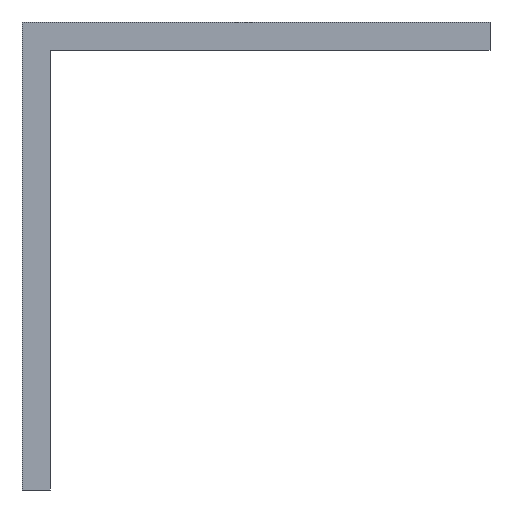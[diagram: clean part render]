
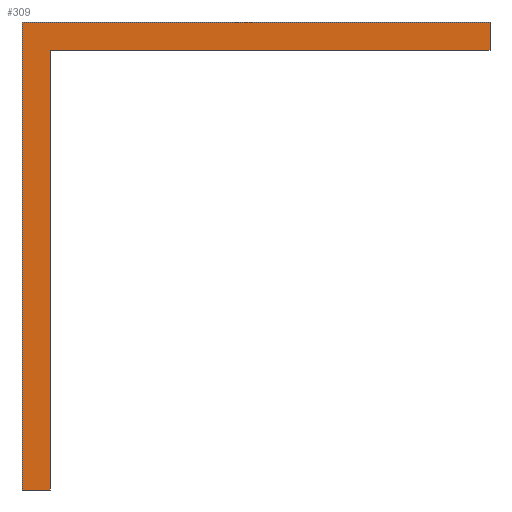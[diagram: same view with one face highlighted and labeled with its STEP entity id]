
A CAD part, front view. The second image highlights one B-rep face of the part: STEP entity #309.
In plain terms, the highlighted planar face has unit normal (0, -1, 0).
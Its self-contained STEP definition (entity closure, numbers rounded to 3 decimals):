
#18 = VERTEX_POINT ( 'NONE', #45 ) ;
#21 = DIRECTION ( 'NONE',  ( -1., 0., 0. ) ) ;
#23 = CARTESIAN_POINT ( 'NONE',  ( 0., 0., 0. ) ) ;
#38 = AXIS2_PLACEMENT_3D ( 'NONE', #23, #561, #21 ) ;
#45 = CARTESIAN_POINT ( 'NONE',  ( 1.5, 0., -1.5 ) ) ;
#51 = VECTOR ( 'NONE', #218, 1000. ) ;
#82 = VERTEX_POINT ( 'NONE', #444 ) ;
#107 = LINE ( 'NONE', #767, #403 ) ;
#122 = VERTEX_POINT ( 'NONE', #198 ) ;
#147 = ORIENTED_EDGE ( 'NONE', *, *, #184, .T. ) ;
#154 = CARTESIAN_POINT ( 'NONE',  ( 0., 0., 0. ) ) ;
#164 = CARTESIAN_POINT ( 'NONE',  ( 0., 0., -1.5 ) ) ;
#184 = EDGE_CURVE ( 'NONE', #18, #122, #436, .T. ) ;
#196 = VECTOR ( 'NONE', #401, 1000. ) ;
#198 = CARTESIAN_POINT ( 'NONE',  ( 25., 0., -1.5 ) ) ;
#201 = CARTESIAN_POINT ( 'NONE',  ( 0., 0., 0. ) ) ;
#207 = EDGE_CURVE ( 'NONE', #500, #18, #390, .T. ) ;
#215 = DIRECTION ( 'NONE',  ( 0., 0., 1. ) ) ;
#218 = DIRECTION ( 'NONE',  ( 0., 0., 1. ) ) ;
#230 = CARTESIAN_POINT ( 'NONE',  ( 1.5, 0., 0. ) ) ;
#294 = LINE ( 'NONE', #201, #740 ) ;
#297 = EDGE_LOOP ( 'NONE', ( #487, #684, #409, #400, #147, #662 ) ) ;
#308 = FACE_OUTER_BOUND ( 'NONE', #297, .T. ) ;
#309 = ADVANCED_FACE ( 'NONE', ( #308 ), #764, .T. ) ;
#330 = VECTOR ( 'NONE', #755, 1000. ) ;
#342 = VERTEX_POINT ( 'NONE', #737 ) ;
#390 = LINE ( 'NONE', #230, #51 ) ;
#400 = ORIENTED_EDGE ( 'NONE', *, *, #207, .T. ) ;
#401 = DIRECTION ( 'NONE',  ( 1., 0., 0. ) ) ;
#403 = VECTOR ( 'NONE', #215, 1000. ) ;
#409 = ORIENTED_EDGE ( 'NONE', *, *, #611, .T. ) ;
#435 = DIRECTION ( 'NONE',  ( 1., 0., 0. ) ) ;
#436 = LINE ( 'NONE', #164, #196 ) ;
#444 = CARTESIAN_POINT ( 'NONE',  ( 0., 0., -25. ) ) ;
#451 = VECTOR ( 'NONE', #435, 1000. ) ;
#487 = ORIENTED_EDGE ( 'NONE', *, *, #783, .F. ) ;
#492 = LINE ( 'NONE', #506, #451 ) ;
#500 = VERTEX_POINT ( 'NONE', #598 ) ;
#506 = CARTESIAN_POINT ( 'NONE',  ( 0., 0., -25. ) ) ;
#561 = DIRECTION ( 'NONE',  ( 0., -1., 0. ) ) ;
#564 = DIRECTION ( 'NONE',  ( 0., 0., 1. ) ) ;
#598 = CARTESIAN_POINT ( 'NONE',  ( 1.5, 0., -25. ) ) ;
#611 = EDGE_CURVE ( 'NONE', #82, #500, #492, .T. ) ;
#662 = ORIENTED_EDGE ( 'NONE', *, *, #731, .T. ) ;
#666 = EDGE_CURVE ( 'NONE', #82, #725, #294, .T. ) ;
#684 = ORIENTED_EDGE ( 'NONE', *, *, #666, .F. ) ;
#725 = VERTEX_POINT ( 'NONE', #752 ) ;
#731 = EDGE_CURVE ( 'NONE', #122, #342, #107, .T. ) ;
#737 = CARTESIAN_POINT ( 'NONE',  ( 25., 0., 0. ) ) ;
#739 = LINE ( 'NONE', #154, #330 ) ;
#740 = VECTOR ( 'NONE', #564, 1000. ) ;
#752 = CARTESIAN_POINT ( 'NONE',  ( 0., 0., 0. ) ) ;
#755 = DIRECTION ( 'NONE',  ( 1., 0., 0. ) ) ;
#764 = PLANE ( 'NONE',  #38 ) ;
#767 = CARTESIAN_POINT ( 'NONE',  ( 25., 0., -1.5 ) ) ;
#783 = EDGE_CURVE ( 'NONE', #725, #342, #739, .T. ) ;
